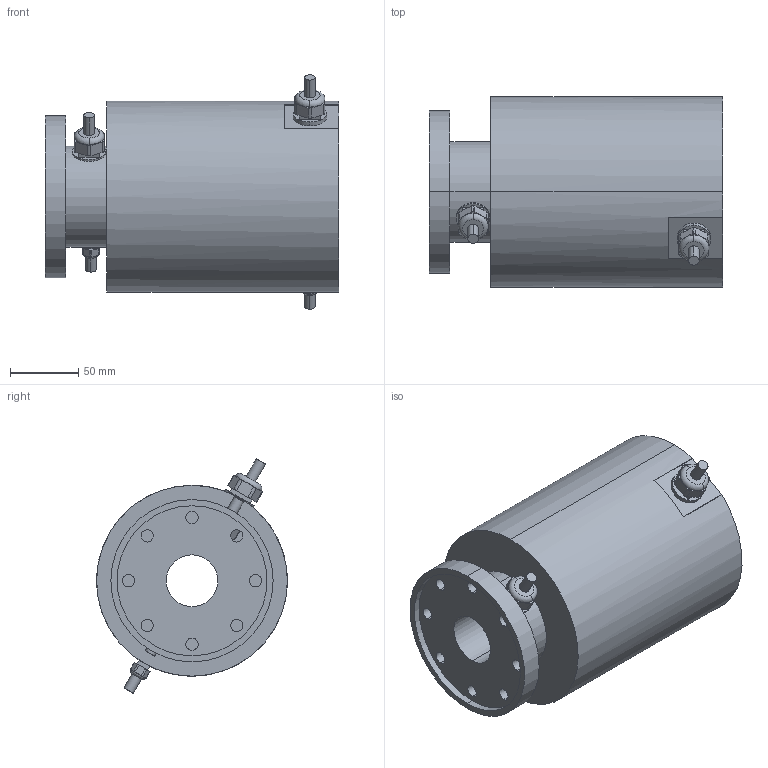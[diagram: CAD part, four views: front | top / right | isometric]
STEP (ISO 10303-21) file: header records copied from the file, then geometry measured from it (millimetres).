
FILE_DESCRIPTION (( 'STEP AP214' ), '1' );
FILE_NAME ('RX00804001.STEP', '2020-08-05T06:38:56', ( 'admin321' ), ( '' ), 'SwSTEP 2.0', 'SolidWorks 2014', '' );
FILE_SCHEMA (( 'AUTOMOTIVE_DESIGN' ));
Length unit declared in the file: millimetre
Products named in the file (1): RX00804001
Bounding box: 215 x 140 x 171.92 mm (x, y, z)
Volume: 2613908.1 mm3; surface area: 166527.1 mm2
Topology: 3 solids, 3 shells, 222 faces, 537 edges, 332 vertices
Faces by surface type: plane 110, cylinder 92, cone 12, torus 8
Entity records: 6697 total; most frequent: DIRECTION 1199, CARTESIAN_POINT 1142, ORIENTED_EDGE 1058, EDGE_CURVE 529, AXIS2_PLACEMENT_3D 449, VERTEX_POINT 332, LINE 301, VECTOR 301
